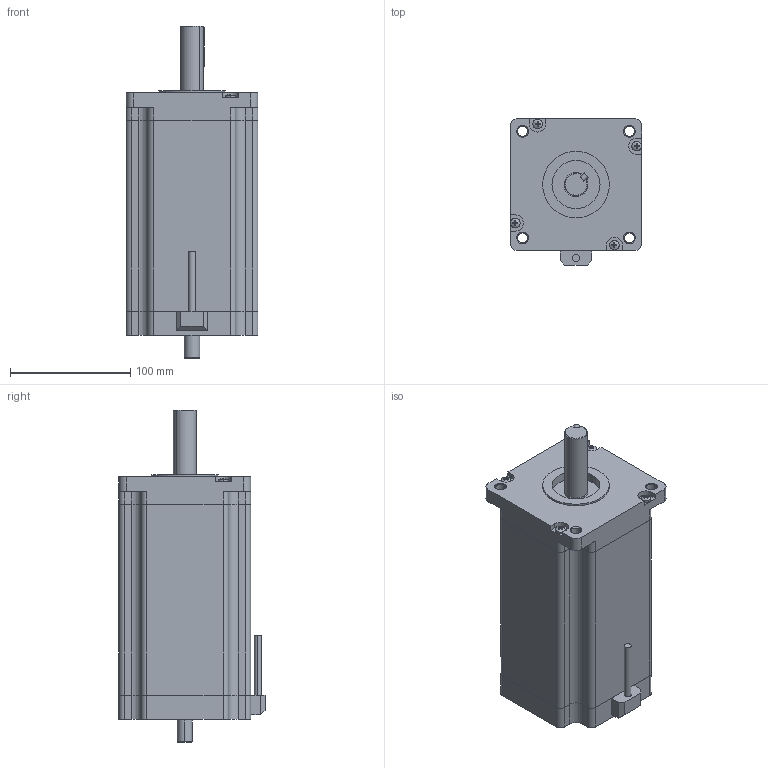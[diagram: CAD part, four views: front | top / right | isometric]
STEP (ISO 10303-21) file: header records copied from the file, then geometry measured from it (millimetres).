
FILE_DESCRIPTION((''),'2;1');
FILE_NAME('ASM0001_ASM','2021-02-24T16:38:10',('MS08691'),(''),'CREO PARAMETRIC BY PTC INC, 2018100','CREO PARAMETRIC BY PTC INC, 2018100','');
FILE_SCHEMA(('CONFIG_CONTROL_DESIGN'));
Length unit declared in the file: millimetre
Products named in the file (9): _1-SOLID1000_1-6500_1_1; _1-SOLID100_1_1_1; _1-SOLID1000_1-15519_1_1; _1-SOLID10005_1_1_1; _1-SOLID1000_1-17727_1_1; 00_2_1_1; CROSS_RECESSED_PAN_HEAD_SC-62_1; ML42HS3_ASM_1_ASM_1_1_ASM; ASM0001_ASM
Assembly tree (11 placements, depth 3):
  ASM0001_ASM
    ML42HS3_ASM_1_ASM_1_1_ASM
      _1-SOLID1000_1-6500_1_1
      _1-SOLID100_1_1_1
      _1-SOLID1000_1-15519_1_1
      _1-SOLID10005_1_1_1
      _1-SOLID1000_1-17727_1_1
      00_2_1_1
      CROSS_RECESSED_PAN_HEAD_SC-62_1  x4
Bounding box: 109.8 x 121.8 x 276.6 mm (x, y, z)
Volume: 1249144.5 mm3; surface area: 239856 mm2
Topology: 11 solids, 11 shells, 313 faces, 820 edges, 546 vertices
Faces by surface type: plane 147, cylinder 143, cone 19, sphere 4
Entity records: 7981 total; most frequent: DIRECTION 1455, CARTESIAN_POINT 1375, ORIENTED_EDGE 1280, EDGE_CURVE 640, AXIS2_PLACEMENT_3D 551, VERTEX_POINT 426, VECTOR 353, LINE 353
